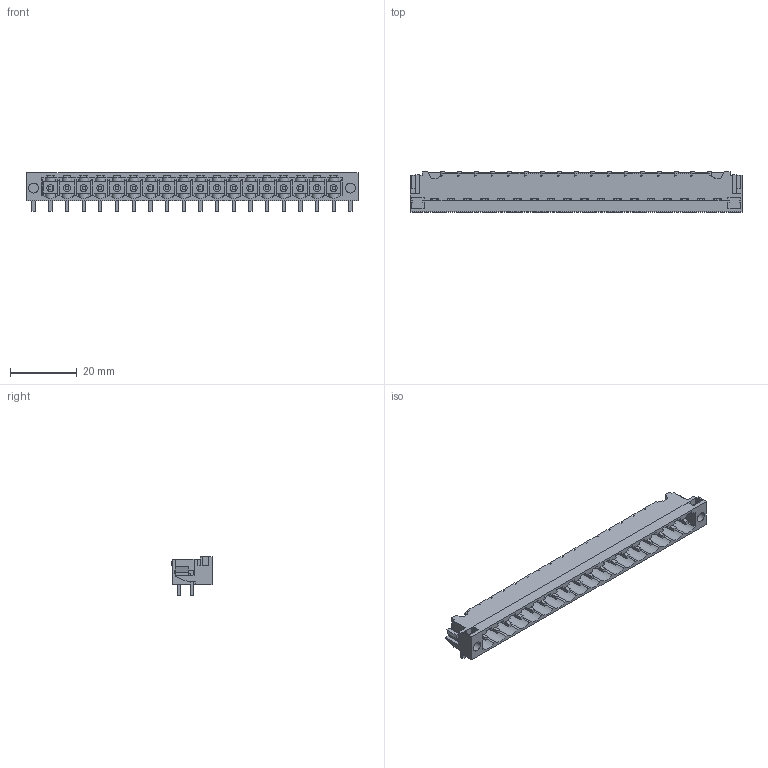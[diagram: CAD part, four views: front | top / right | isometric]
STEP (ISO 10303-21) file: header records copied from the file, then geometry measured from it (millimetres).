
FILE_DESCRIPTION(('CATIA V5 STEP Exchange','CAx-IF Rec.Pracs.--- Model Styling and Organization---1.2---2011-12-15'),'2;1');
FILE_NAME ('7601259_2_1840510000_1840510000.stp','2018-03-08T09:54:26+00:00',('none'),('Weidmueller'),'CATIA Version 5-6 Release 2014','CATIA V5 STEP AP214','none');
FILE_SCHEMA(('AUTOMOTIVE_DESIGN { 1 0 10303 214 1 1 1 1 }'));
Length unit declared in the file: millimetre
Products named in the file (1): 1840510000
Bounding box: 99.6 x 12 x 11.63 mm (x, y, z)
Volume: 3675.1 mm3; surface area: 8668.5 mm2
Topology: 21 solids, 21 shells, 1271 faces, 3955 edges, 2691 vertices
Faces by surface type: plane 1045, cylinder 226
Entity records: 40971 total; most frequent: CARTESIAN_POINT 8186, ORIENTED_EDGE 7910, DIRECTION 5142, EDGE_CURVE 3955, VECTOR 3288, LINE 3288, VERTEX_POINT 2691, EDGE_LOOP 1312
